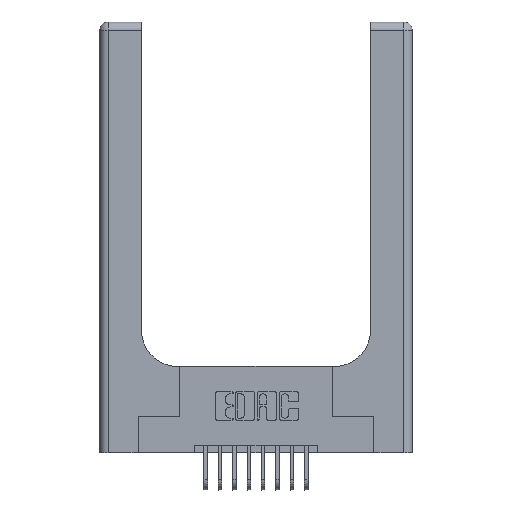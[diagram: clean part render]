
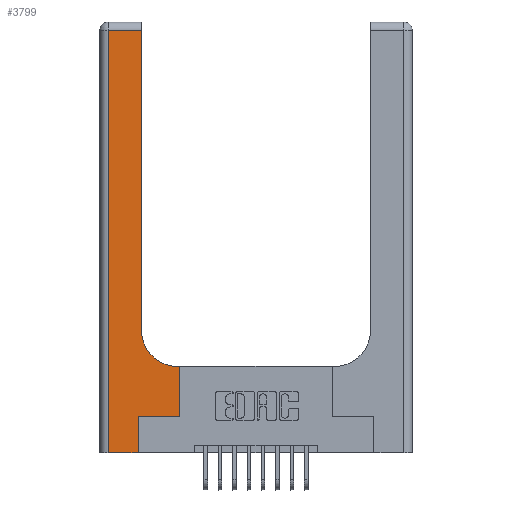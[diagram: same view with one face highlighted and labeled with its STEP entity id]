
A CAD part, top view. The second image highlights one B-rep face of the part: STEP entity #3799.
In plain terms, the highlighted planar face has unit normal (0, 0, 1).
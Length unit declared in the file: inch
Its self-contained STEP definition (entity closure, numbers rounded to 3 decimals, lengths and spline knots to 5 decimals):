
#305 = CARTESIAN_POINT ( 'NONE',  ( 0.2915, 0.85, 0.37 ) ) ;
#416 = CARTESIAN_POINT ( 'NONE',  ( 0.5585, 0.25, 0.37 ) ) ;
#425 = LINE ( 'NONE', #10752, #14978 ) ;
#731 = CARTESIAN_POINT ( 'NONE',  ( 0.5415, 0.6, 0.37 ) ) ;
#777 = EDGE_CURVE ( 'NONE', #1850, #16436, #9045, .T. ) ;
#805 = VERTEX_POINT ( 'NONE', #1609 ) ;
#1369 = CARTESIAN_POINT ( 'NONE',  ( 0., 3., 0.37 ) ) ;
#1609 = CARTESIAN_POINT ( 'NONE',  ( 0.269, 0., 0.37 ) ) ;
#1623 = FACE_OUTER_BOUND ( 'NONE', #14468, .T. ) ;
#1850 = VERTEX_POINT ( 'NONE', #4512 ) ;
#2006 = EDGE_CURVE ( 'NONE', #8184, #5400, #3009, .T. ) ;
#2147 = VECTOR ( 'NONE', #8915, 39.37008 ) ;
#2164 = ORIENTED_EDGE ( 'NONE', *, *, #6066, .T. ) ;
#3009 = LINE ( 'NONE', #7653, #2147 ) ;
#3037 = ORIENTED_EDGE ( 'NONE', *, *, #9426, .T. ) ;
#3494 = ORIENTED_EDGE ( 'NONE', *, *, #16927, .T. ) ;
#3605 = DIRECTION ( 'NONE',  ( 1., 0., 0. ) ) ;
#3686 = CARTESIAN_POINT ( 'NONE',  ( 0.5415, 0.85, 0.37 ) ) ;
#3799 = ADVANCED_FACE ( 'NONE', ( #1623 ), #5255, .F. ) ;
#4106 = CARTESIAN_POINT ( 'NONE',  ( 0.06, 0., 0.37 ) ) ;
#4512 = CARTESIAN_POINT ( 'NONE',  ( 0.2915, 2.94, 0.37 ) ) ;
#4587 = CIRCLE ( 'NONE', #9733, 0.25 ) ;
#5255 = PLANE ( 'NONE',  #15920 ) ;
#5400 = VERTEX_POINT ( 'NONE', #731 ) ;
#5580 = VERTEX_POINT ( 'NONE', #17468 ) ;
#5782 = DIRECTION ( 'NONE',  ( -1., 0., 0. ) ) ;
#6052 = LINE ( 'NONE', #10350, #16575 ) ;
#6066 = EDGE_CURVE ( 'NONE', #5580, #13146, #6052, .T. ) ;
#6250 = ORIENTED_EDGE ( 'NONE', *, *, #7906, .T. ) ;
#6493 = VECTOR ( 'NONE', #11512, 39.37008 ) ;
#6544 = DIRECTION ( 'NONE',  ( 0., 0., -1. ) ) ;
#6862 = DIRECTION ( 'NONE',  ( 0., 1., 0. ) ) ;
#6912 = VERTEX_POINT ( 'NONE', #305 ) ;
#6981 = ORIENTED_EDGE ( 'NONE', *, *, #777, .T. ) ;
#7314 = VERTEX_POINT ( 'NONE', #4106 ) ;
#7653 = CARTESIAN_POINT ( 'NONE',  ( 0.2915, 0.6, 0.37 ) ) ;
#7794 = VECTOR ( 'NONE', #11723, 39.37008 ) ;
#7906 = EDGE_CURVE ( 'NONE', #7314, #805, #425, .T. ) ;
#8184 = VERTEX_POINT ( 'NONE', #11093 ) ;
#8602 = VECTOR ( 'NONE', #5782, 39.37008 ) ;
#8915 = DIRECTION ( 'NONE',  ( -1., 0., 0. ) ) ;
#9045 = LINE ( 'NONE', #9853, #8602 ) ;
#9182 = ORIENTED_EDGE ( 'NONE', *, *, #11514, .T. ) ;
#9426 = EDGE_CURVE ( 'NONE', #805, #5580, #16995, .T. ) ;
#9503 = LINE ( 'NONE', #16980, #6493 ) ;
#9733 = AXIS2_PLACEMENT_3D ( 'NONE', #3686, #17255, #10409 ) ;
#9853 = CARTESIAN_POINT ( 'NONE',  ( 0., 2.94, 0.37 ) ) ;
#10042 = CARTESIAN_POINT ( 'NONE',  ( 0.06, 2.94, 0.37 ) ) ;
#10312 = EDGE_CURVE ( 'NONE', #6912, #1850, #16173, .T. ) ;
#10321 = DIRECTION ( 'NONE',  ( 0., 1., 0. ) ) ;
#10350 = CARTESIAN_POINT ( 'NONE',  ( 0.269, 0.25, 0.37 ) ) ;
#10409 = DIRECTION ( 'NONE',  ( 1., 0., 0. ) ) ;
#10752 = CARTESIAN_POINT ( 'NONE',  ( 0., 0., 0.37 ) ) ;
#11093 = CARTESIAN_POINT ( 'NONE',  ( 0.5585, 0.6, 0.37 ) ) ;
#11512 = DIRECTION ( 'NONE',  ( 0., -1., 0. ) ) ;
#11514 = EDGE_CURVE ( 'NONE', #16436, #7314, #9503, .T. ) ;
#11723 = DIRECTION ( 'NONE',  ( 0., 1., 0. ) ) ;
#11884 = VECTOR ( 'NONE', #10321, 39.37008 ) ;
#13146 = VERTEX_POINT ( 'NONE', #416 ) ;
#13683 = CARTESIAN_POINT ( 'NONE',  ( 0.269, 0., 0.37 ) ) ;
#13958 = ORIENTED_EDGE ( 'NONE', *, *, #10312, .T. ) ;
#14200 = CARTESIAN_POINT ( 'NONE',  ( 0.2915, 3., 0.37 ) ) ;
#14468 = EDGE_LOOP ( 'NONE', ( #13958, #6981, #9182, #6250, #3037, #2164, #16612, #16152, #3494 ) ) ;
#14978 = VECTOR ( 'NONE', #16442, 39.37008 ) ;
#15013 = VECTOR ( 'NONE', #6862, 39.37008 ) ;
#15081 = LINE ( 'NONE', #15921, #7794 ) ;
#15920 = AXIS2_PLACEMENT_3D ( 'NONE', #1369, #6544, #17519 ) ;
#15921 = CARTESIAN_POINT ( 'NONE',  ( 0.5585, 0.25, 0.37 ) ) ;
#16152 = ORIENTED_EDGE ( 'NONE', *, *, #2006, .T. ) ;
#16173 = LINE ( 'NONE', #14200, #11884 ) ;
#16436 = VERTEX_POINT ( 'NONE', #10042 ) ;
#16442 = DIRECTION ( 'NONE',  ( 1., 0., 0. ) ) ;
#16575 = VECTOR ( 'NONE', #3605, 39.37008 ) ;
#16612 = ORIENTED_EDGE ( 'NONE', *, *, #16858, .T. ) ;
#16858 = EDGE_CURVE ( 'NONE', #13146, #8184, #15081, .T. ) ;
#16927 = EDGE_CURVE ( 'NONE', #5400, #6912, #4587, .T. ) ;
#16980 = CARTESIAN_POINT ( 'NONE',  ( 0.06, 3., 0.37 ) ) ;
#16995 = LINE ( 'NONE', #13683, #15013 ) ;
#17255 = DIRECTION ( 'NONE',  ( 0., 0., -1. ) ) ;
#17468 = CARTESIAN_POINT ( 'NONE',  ( 0.269, 0.25, 0.37 ) ) ;
#17519 = DIRECTION ( 'NONE',  ( -1., 0., 0. ) ) ;
